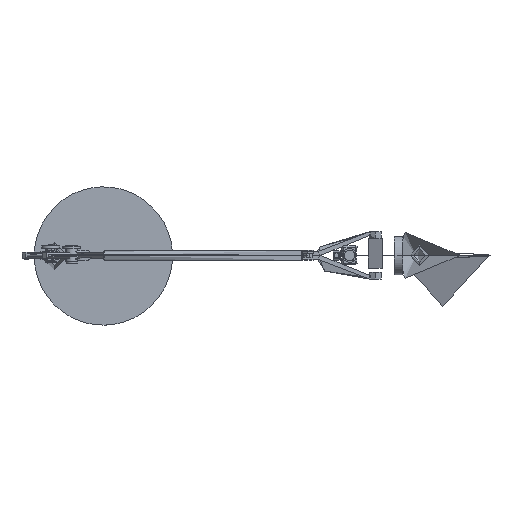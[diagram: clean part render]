
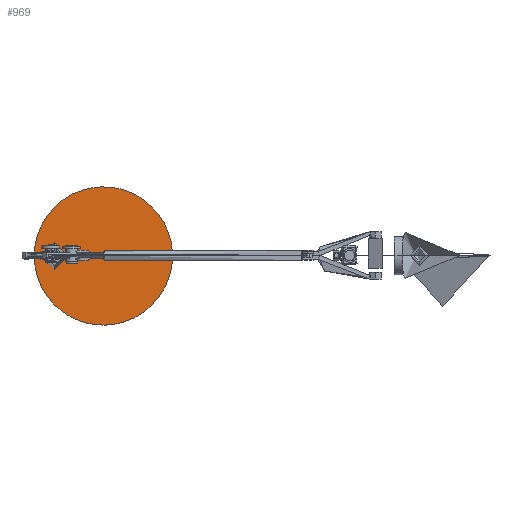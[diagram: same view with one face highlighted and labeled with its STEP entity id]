
A CAD part, top view. The second image highlights one B-rep face of the part: STEP entity #969.
In plain terms, the highlighted free-form (B-spline) face has degree [1, 1] with [2, 2] control points.
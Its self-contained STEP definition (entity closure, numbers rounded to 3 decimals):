
#372=(
BOUNDED_CURVE()
B_SPLINE_CURVE(2,(#9258,#9259,#9260,#9261,#9262),.UNSPECIFIED.,.F.,.F.)
B_SPLINE_CURVE_WITH_KNOTS((3,2,3),(-628.319,-471.239,-314.159),
.UNSPECIFIED.)
CURVE()
GEOMETRIC_REPRESENTATION_ITEM()
RATIONAL_B_SPLINE_CURVE((1.,0.707,1.,0.707,1.))
REPRESENTATION_ITEM('')
);
#374=(
BOUNDED_CURVE()
B_SPLINE_CURVE(2,(#9265,#9266,#9267,#9268,#9269),.UNSPECIFIED.,.F.,.F.)
B_SPLINE_CURVE_WITH_KNOTS((3,2,3),(-314.159,-157.08,0.),
.UNSPECIFIED.)
CURVE()
GEOMETRIC_REPRESENTATION_ITEM()
RATIONAL_B_SPLINE_CURVE((1.,0.707,1.,0.707,1.))
REPRESENTATION_ITEM('')
);
#969=ADVANCED_FACE('',(#1501),#7261,.T.);
#1501=FACE_OUTER_BOUND('',#2033,.T.);
#2033=EDGE_LOOP('',(#2625,#2626));
#2625=ORIENTED_EDGE('',*,*,#4979,.F.);
#2626=ORIENTED_EDGE('',*,*,#4977,.F.);
#4977=EDGE_CURVE('',#6335,#6336,#372,.T.);
#4979=EDGE_CURVE('',#6336,#6335,#374,.T.);
#6335=VERTEX_POINT('',#9300);
#6336=VERTEX_POINT('',#9301);
#7261=B_SPLINE_SURFACE_WITH_KNOTS('',1,1,((#9284,#9285),(#9286,#9287)),.UNSPECIFIED.,
.F.,.F.,.F.,(2,2),(2,2),(-197.433,6.567),(-72.125,
131.875),.UNSPECIFIED.);
#9258=CARTESIAN_POINT('',(95.433,-29.875,11.5));
#9259=CARTESIAN_POINT('',(65.558,-125.308,11.5));
#9260=CARTESIAN_POINT('',(-29.875,-95.433,11.5));
#9261=CARTESIAN_POINT('',(-125.308,-65.558,11.5));
#9262=CARTESIAN_POINT('',(-95.433,29.875,11.5));
#9265=CARTESIAN_POINT('',(-95.433,29.875,11.5));
#9266=CARTESIAN_POINT('',(-65.558,125.308,11.5));
#9267=CARTESIAN_POINT('',(29.875,95.433,11.5));
#9268=CARTESIAN_POINT('',(125.308,65.558,11.5));
#9269=CARTESIAN_POINT('',(95.433,-29.875,11.5));
#9284=CARTESIAN_POINT('',(-102.,-102.,11.5));
#9285=CARTESIAN_POINT('',(-102.,102.,11.5));
#9286=CARTESIAN_POINT('',(102.,-102.,11.5));
#9287=CARTESIAN_POINT('',(102.,102.,11.5));
#9300=CARTESIAN_POINT('',(95.433,-29.875,11.5));
#9301=CARTESIAN_POINT('',(-95.433,29.875,11.5));
